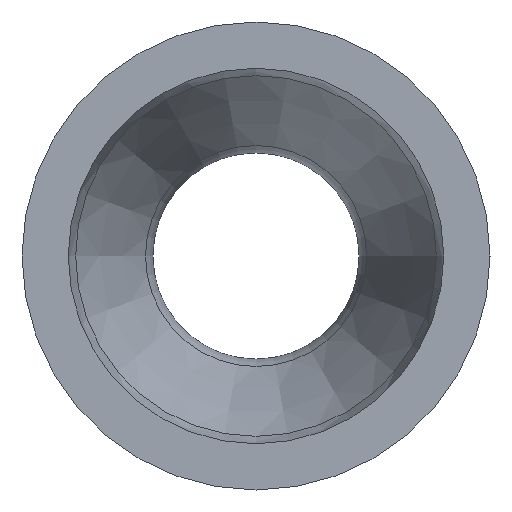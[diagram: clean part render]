
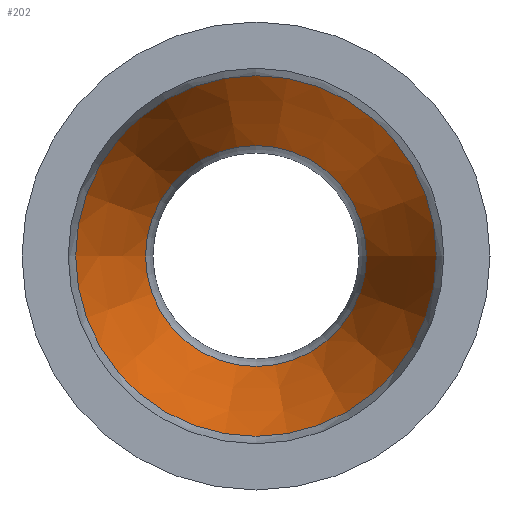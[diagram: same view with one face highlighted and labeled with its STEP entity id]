
A CAD part, left-side view. The second image highlights one B-rep face of the part: STEP entity #202.
In plain terms, the highlighted conical face has half-angle 18.778 degrees and reference radius 6.629 mm.
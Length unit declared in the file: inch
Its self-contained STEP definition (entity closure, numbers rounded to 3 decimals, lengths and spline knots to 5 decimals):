
#25=LINE('',#358,#31);
#31=VECTOR('',#285,0.261);
#37=CONICAL_SURFACE('',#241,0.261,0.328);
#40=FACE_OUTER_BOUND('',#52,.T.);
#52=EDGE_LOOP('',(#145,#146,#147,#148,#149,#150));
#65=CIRCLE('',#236,0.19831);
#66=CIRCLE('',#237,0.19831);
#70=CIRCLE('',#242,0.32369);
#71=CIRCLE('',#243,0.32369);
#89=VERTEX_POINT('',#347);
#90=VERTEX_POINT('',#348);
#93=VERTEX_POINT('',#357);
#94=VERTEX_POINT('',#359);
#109=EDGE_CURVE('',#89,#90,#65,.T.);
#110=EDGE_CURVE('',#90,#89,#66,.T.);
#114=EDGE_CURVE('',#90,#93,#25,.T.);
#115=EDGE_CURVE('',#94,#93,#70,.T.);
#116=EDGE_CURVE('',#93,#94,#71,.T.);
#145=ORIENTED_EDGE('',*,*,#109,.F.);
#146=ORIENTED_EDGE('',*,*,#110,.F.);
#147=ORIENTED_EDGE('',*,*,#114,.T.);
#148=ORIENTED_EDGE('',*,*,#115,.F.);
#149=ORIENTED_EDGE('',*,*,#116,.F.);
#150=ORIENTED_EDGE('',*,*,#114,.F.);
#202=ADVANCED_FACE('',(#40),#37,.F.);
#236=AXIS2_PLACEMENT_3D('',#349,#273,#274);
#237=AXIS2_PLACEMENT_3D('',#350,#275,#276);
#241=AXIS2_PLACEMENT_3D('',#356,#283,#284);
#242=AXIS2_PLACEMENT_3D('',#360,#286,#287);
#243=AXIS2_PLACEMENT_3D('',#361,#288,#289);
#273=DIRECTION('center_axis',(-1.,0.,0.));
#274=DIRECTION('ref_axis',(0.,-1.,0.));
#275=DIRECTION('center_axis',(-1.,0.,0.));
#276=DIRECTION('ref_axis',(0.,-1.,0.));
#283=DIRECTION('center_axis',(-1.,0.,0.));
#284=DIRECTION('ref_axis',(0.,1.,0.));
#285=DIRECTION('',(-0.947,-0.322,0.));
#286=DIRECTION('center_axis',(1.,0.,0.));
#287=DIRECTION('ref_axis',(0.,-1.,0.));
#288=DIRECTION('center_axis',(1.,0.,0.));
#289=DIRECTION('ref_axis',(0.,-1.,0.));
#347=CARTESIAN_POINT('',(0.8942,0.,0.19831));
#348=CARTESIAN_POINT('',(0.8942,-0.19831,0.));
#349=CARTESIAN_POINT('Origin',(0.8942,0.,0.));
#350=CARTESIAN_POINT('Origin',(0.8942,0.,0.));
#356=CARTESIAN_POINT('Origin',(0.70981,0.,0.));
#357=CARTESIAN_POINT('',(0.52541,-0.32369,0.));
#358=CARTESIAN_POINT('',(0.70981,-0.261,0.));
#359=CARTESIAN_POINT('',(0.52541,0.,0.32369));
#360=CARTESIAN_POINT('Origin',(0.52541,0.,0.));
#361=CARTESIAN_POINT('Origin',(0.52541,0.,0.));
